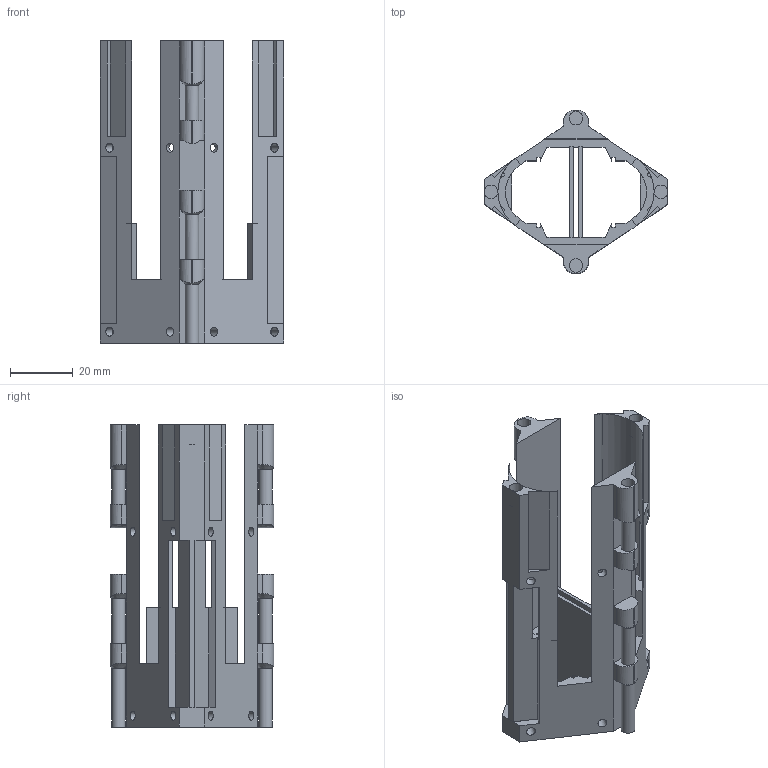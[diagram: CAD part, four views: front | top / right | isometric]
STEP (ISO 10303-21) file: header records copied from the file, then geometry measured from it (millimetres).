
FILE_DESCRIPTION(/* description */ ('STEP AP242','CAx-IF Rec.Pracs.---Representation and Presentation of Product Manufacturing Information (PMI)---4.0---2014-10-13','CAx-IF Rec.Pracs.---3D Tessellated Geometry---0.4---2014-09-14','2;1'),/* implementation_level */ '2;1');
FILE_NAME(/* name */ '65f33fc4266c4763b0885af5',/* time_stamp */ '2024-03-14T18:19:49Z',/* author */ (''),/* organization */ (''),/* preprocessor_version */ 'ST-DEVELOPER v19.4',/* originating_system */ ' ',/* authorisation */ ' ');
FILE_SCHEMA (('AP242_MANAGED_MODEL_BASED_3D_ENGINEERING_MIM_LF { 1 0 10303 442 1 1 4 }'));
Length unit declared in the file: metre
Products named in the file (1): Part 12
Bounding box: 58.7 x 52.19 x 96.52 mm (x, y, z)
Volume: 34109.3 mm3; surface area: 30071.6 mm2
Topology: 1 solids, 1 shells, 223 faces, 637 edges, 407 vertices
Faces by surface type: plane 167, cylinder 48, cone 6, bspline 2
Full cylindrical faces by diameter (mm): 2.85 x16, 4.318 x12
Entity records: 7102 total; most frequent: CARTESIAN_POINT 1416, ORIENTED_EDGE 1172, DIRECTION 1120, EDGE_CURVE 586, LINE 424, VECTOR 424, VERTEX_POINT 390, AXIS2_PLACEMENT_3D 348
